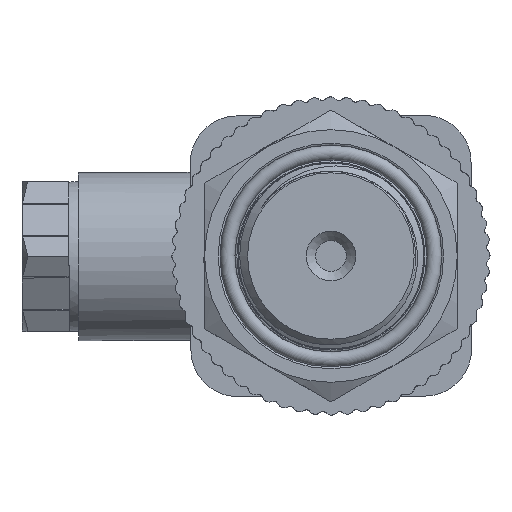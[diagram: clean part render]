
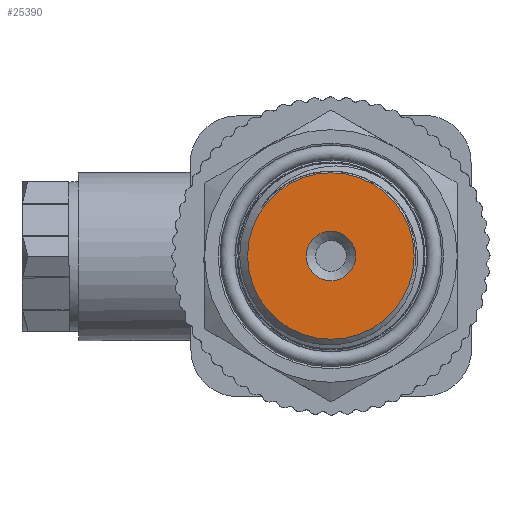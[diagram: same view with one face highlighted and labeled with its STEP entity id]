
A CAD part, left-side view. The second image highlights one B-rep face of the part: STEP entity #25390.
In plain terms, the highlighted face is planar.
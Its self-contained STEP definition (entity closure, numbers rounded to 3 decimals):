
#503=FACE_BOUND('',#4518,.T.);
#1643=PLANE('',#26783);
#3032=FACE_OUTER_BOUND('',#4517,.T.);
#4517=EDGE_LOOP('',(#23702));
#4518=EDGE_LOOP('',(#23703));
#4946=CIRCLE('',#26756,8.9);
#4958=CIRCLE('',#26784,2.65);
#12426=VERTEX_POINT('',#61134);
#12447=VERTEX_POINT('',#63531);
#16170=EDGE_CURVE('',#12426,#12426,#4946,.T.);
#16214=EDGE_CURVE('',#12447,#12447,#4958,.T.);
#23702=ORIENTED_EDGE('',*,*,#16170,.T.);
#23703=ORIENTED_EDGE('',*,*,#16214,.F.);
#25390=ADVANCED_FACE('',(#3032,#503),#1643,.T.);
#26756=AXIS2_PLACEMENT_3D('',#61136,#31227,#31228);
#26783=AXIS2_PLACEMENT_3D('',#63530,#31286,#31287);
#26784=AXIS2_PLACEMENT_3D('',#63532,#31288,#31289);
#31227=DIRECTION('center_axis',(1.,0.,0.));
#31228=DIRECTION('ref_axis',(0.,1.,0.));
#31286=DIRECTION('center_axis',(1.,0.,0.));
#31287=DIRECTION('ref_axis',(0.,0.,-1.));
#31288=DIRECTION('center_axis',(1.,0.,0.));
#31289=DIRECTION('ref_axis',(0.,0.,-1.));
#61134=CARTESIAN_POINT('',(0.,-8.9,0.));
#61136=CARTESIAN_POINT('Origin',(0.,0.,0.));
#63530=CARTESIAN_POINT('Origin',(0.,2.65,0.));
#63531=CARTESIAN_POINT('',(0.,-2.65,0.));
#63532=CARTESIAN_POINT('Origin',(0.,0.,
0.));
